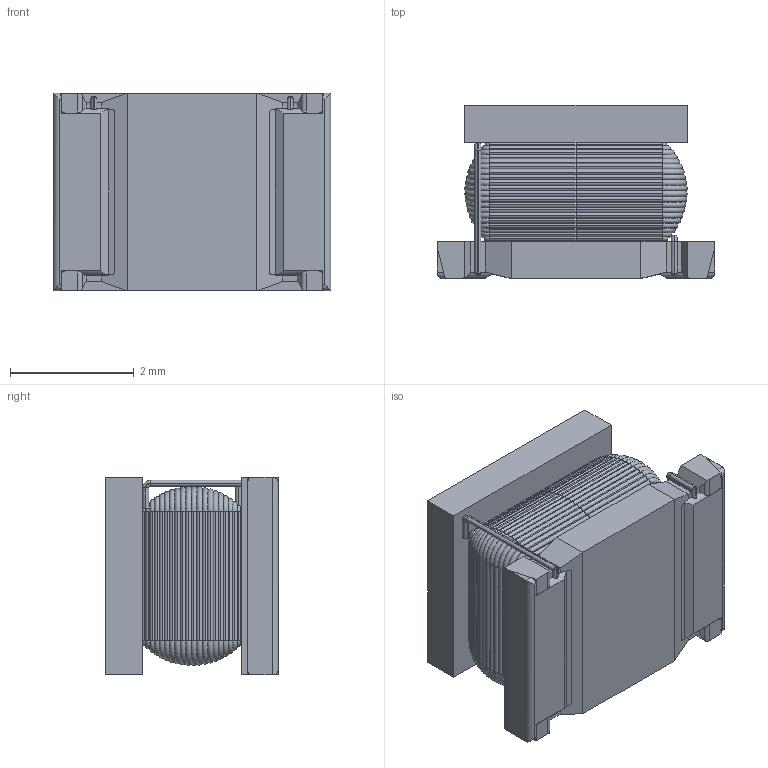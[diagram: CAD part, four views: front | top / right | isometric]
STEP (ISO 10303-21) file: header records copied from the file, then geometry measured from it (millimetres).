
FILE_DESCRIPTION (( 'STEP AP214' ), '1' );
FILE_NAME ('LQH43NH222J03L.STEP', '2020-01-29T01:38:24', ( '' ), ( '' ), 'SwSTEP 2.0', 'SolidWorks 2017', '' );
FILE_SCHEMA (( 'AUTOMOTIVE_DESIGN' ));
Length unit declared in the file: millimetre
Products named in the file (1): LQH43NH222J03L
Bounding box: 4.5 x 2.8 x 3.2 mm (x, y, z)
Volume: 29.6 mm3; surface area: 126.7 mm2
Topology: 7 solids, 7 shells, 450 faces, 1067 edges, 627 vertices
Faces by surface type: cylinder 261, torus 102, plane 83, bspline 4
Entity records: 13231 total; most frequent: CARTESIAN_POINT 2645, DIRECTION 2421, ORIENTED_EDGE 2126, EDGE_CURVE 1063, AXIS2_PLACEMENT_3D 991, VERTEX_POINT 627, CIRCLE 544, EDGE_LOOP 450
